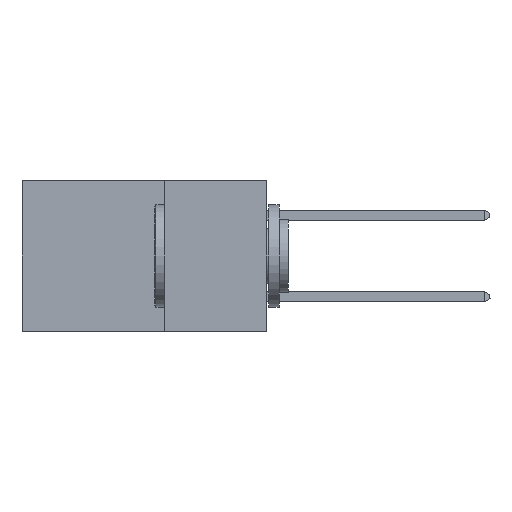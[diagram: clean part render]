
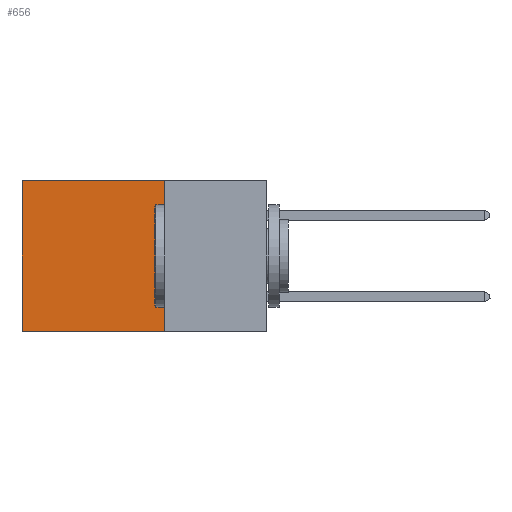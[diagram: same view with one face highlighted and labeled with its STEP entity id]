
A CAD part, left-side view. The second image highlights one B-rep face of the part: STEP entity #656.
In plain terms, the highlighted planar face has unit normal (-1, 0, 0).
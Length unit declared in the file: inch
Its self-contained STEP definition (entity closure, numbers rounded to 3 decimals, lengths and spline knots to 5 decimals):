
#644 = LINE ( 'NONE', #14716, #1594 ) ;
#656 = ADVANCED_FACE ( 'NONE', ( #2034 ), #18278, .F. ) ;
#1478 = ORIENTED_EDGE ( 'NONE', *, *, #10568, .F. ) ;
#1594 = VECTOR ( 'NONE', #5772, 39.37008 ) ;
#2034 = FACE_OUTER_BOUND ( 'NONE', #15602, .T. ) ;
#2764 = ORIENTED_EDGE ( 'NONE', *, *, #19307, .F. ) ;
#2823 = CARTESIAN_POINT ( 'NONE',  ( 0.2875, 0.6, 0. ) ) ;
#3243 = DIRECTION ( 'NONE',  ( 0., 0., -1. ) ) ;
#3354 = VERTEX_POINT ( 'NONE', #3448 ) ;
#3448 = CARTESIAN_POINT ( 'NONE',  ( 0.2875, 0.6, -0.37 ) ) ;
#3893 = ORIENTED_EDGE ( 'NONE', *, *, #18525, .T. ) ;
#3918 = CARTESIAN_POINT ( 'NONE',  ( 0.2875, 0.25, -0.37 ) ) ;
#5266 = CARTESIAN_POINT ( 'NONE',  ( 0.2875, 0.25, 0. ) ) ;
#5393 = CARTESIAN_POINT ( 'NONE',  ( 0.2875, 0.25, 0. ) ) ;
#5584 = EDGE_CURVE ( 'NONE', #16868, #3354, #9269, .T. ) ;
#5772 = DIRECTION ( 'NONE',  ( 0., 1., 0. ) ) ;
#6435 = VERTEX_POINT ( 'NONE', #5393 ) ;
#7726 = VECTOR ( 'NONE', #7789, 39.37008 ) ;
#7789 = DIRECTION ( 'NONE',  ( 0., 0., -1. ) ) ;
#8754 = ORIENTED_EDGE ( 'NONE', *, *, #5584, .T. ) ;
#9269 = LINE ( 'NONE', #12220, #13227 ) ;
#9690 = AXIS2_PLACEMENT_3D ( 'NONE', #18215, #18983, #18020 ) ;
#10568 = EDGE_CURVE ( 'NONE', #6435, #16048, #11690, .T. ) ;
#11690 = LINE ( 'NONE', #13772, #7726 ) ;
#12220 = CARTESIAN_POINT ( 'NONE',  ( 0.2875, 0.6, 0. ) ) ;
#13227 = VECTOR ( 'NONE', #3243, 39.37008 ) ;
#13772 = CARTESIAN_POINT ( 'NONE',  ( 0.2875, 0.25, 0. ) ) ;
#14716 = CARTESIAN_POINT ( 'NONE',  ( 0.2875, 0.25, -0.37 ) ) ;
#14757 = VECTOR ( 'NONE', #15741, 39.37008 ) ;
#15235 = LINE ( 'NONE', #5266, #14757 ) ;
#15602 = EDGE_LOOP ( 'NONE', ( #8754, #2764, #1478, #3893 ) ) ;
#15741 = DIRECTION ( 'NONE',  ( 0., 1., 0. ) ) ;
#16048 = VERTEX_POINT ( 'NONE', #3918 ) ;
#16868 = VERTEX_POINT ( 'NONE', #2823 ) ;
#18020 = DIRECTION ( 'NONE',  ( 0., 0., -1. ) ) ;
#18215 = CARTESIAN_POINT ( 'NONE',  ( 0.2875, 0.25, 0. ) ) ;
#18278 = PLANE ( 'NONE',  #9690 ) ;
#18525 = EDGE_CURVE ( 'NONE', #6435, #16868, #15235, .T. ) ;
#18983 = DIRECTION ( 'NONE',  ( 1., 0., 0. ) ) ;
#19307 = EDGE_CURVE ( 'NONE', #16048, #3354, #644, .T. ) ;
